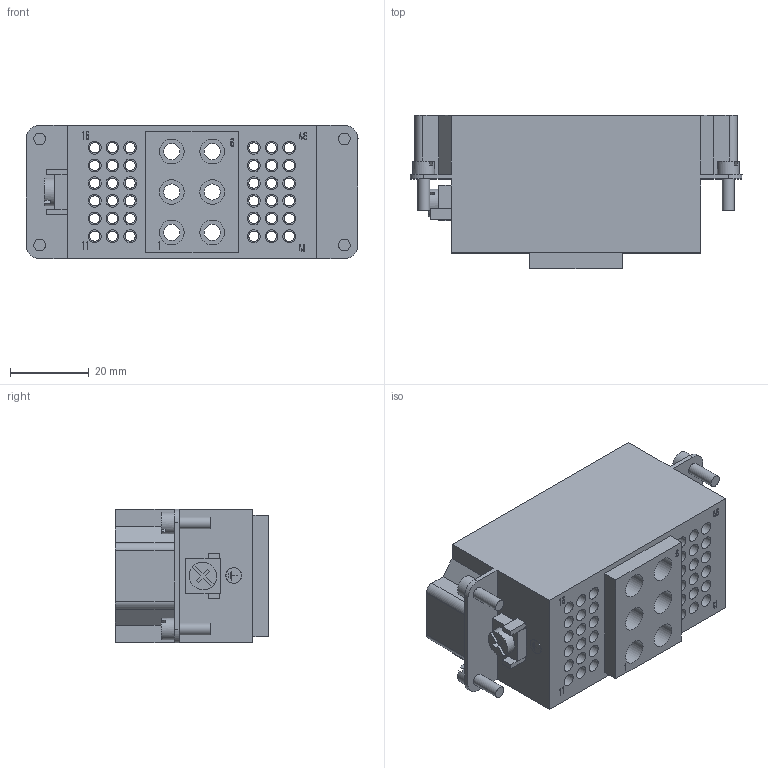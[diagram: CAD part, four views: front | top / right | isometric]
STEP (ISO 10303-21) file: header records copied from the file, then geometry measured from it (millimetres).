
FILE_DESCRIPTION(/* description */ (''),/* implementation_level */ '2;1');
FILE_NAME(/* name */ '100095337ugm000_b.stp',/* time_stamp */ '2017-10-31T10:23:05+01:00',/* author */ (''),/* organization */ (''),/* preprocessor_version */ 'ST-DEVELOPER v16',/* originating_system */ 'SIEMENS PLM Software NX 10.0',/* authorisation */ '');
FILE_SCHEMA (('AUTOMOTIVE_DESIGN { 1 0 10303 214 3 1 1 1 }'));
Length unit declared in the file: millimetre
Products named in the file (1): 100095337ugm000_b
Bounding box: 84.5 x 39 x 34 mm (x, y, z)
Volume: 49953.9 mm3; surface area: 26395.7 mm2
Topology: 1 solids, 1 shells, 886 faces, 2246 edges, 1541 vertices
Faces by surface type: plane 690, cylinder 190, bspline 6
Full cylindrical faces by diameter (mm): 0.369 x1, 0.483 x1, 2.6 x36, 3 x40, 3.25 x36, 4.1 x6, 5.5 x4, 6.3 x6, 7 x1
Entity records: 27987 total; most frequent: CARTESIAN_POINT 4765, ORIENTED_EDGE 4214, DIRECTION 4205, EDGE_CURVE 2107, LINE 1647, VECTOR 1647, VERTEX_POINT 1492, AXIS2_PLACEMENT_3D 1279
